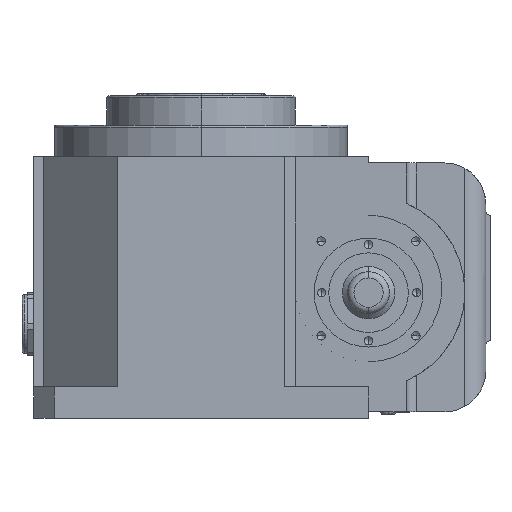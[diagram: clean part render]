
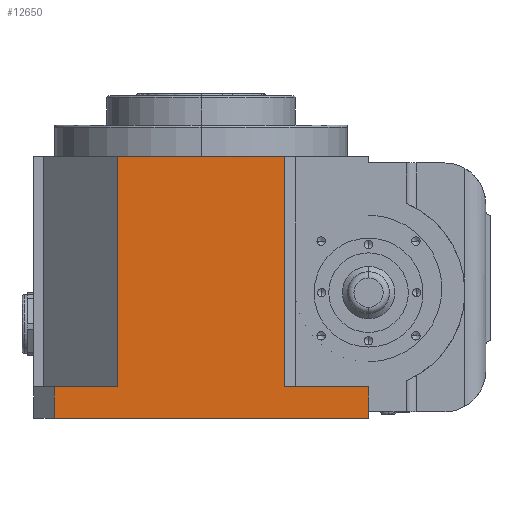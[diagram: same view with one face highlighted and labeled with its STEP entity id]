
A CAD part, left-side view. The second image highlights one B-rep face of the part: STEP entity #12650.
In plain terms, the highlighted planar face has unit normal (-1, 0, 0).
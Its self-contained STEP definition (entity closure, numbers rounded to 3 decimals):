
#324 = CARTESIAN_POINT ( 'NONE',  ( -80., -5., -155. ) ) ;
#727 = LINE ( 'NONE', #14384, #15411 ) ;
#1139 = LINE ( 'NONE', #5058, #8173 ) ;
#1211 = ORIENTED_EDGE ( 'NONE', *, *, #10093, .F. ) ;
#1323 = CARTESIAN_POINT ( 'NONE',  ( -80., 70., -140. ) ) ;
#1810 = ORIENTED_EDGE ( 'NONE', *, *, #8968, .T. ) ;
#2012 = ORIENTED_EDGE ( 'NONE', *, *, #9668, .F. ) ;
#2182 = ORIENTED_EDGE ( 'NONE', *, *, #12268, .F. ) ;
#2863 = CARTESIAN_POINT ( 'NONE',  ( -80., 70., -147.5 ) ) ;
#3044 = CARTESIAN_POINT ( 'NONE',  ( -80., 70., -155. ) ) ;
#3076 = VERTEX_POINT ( 'NONE', #6977 ) ;
#3304 = ORIENTED_EDGE ( 'NONE', *, *, #17415, .F. ) ;
#3489 = AXIS2_PLACEMENT_3D ( 'NONE', #16312, #8227, #15328 ) ;
#3691 = PLANE ( 'NONE',  #3489 ) ;
#3776 = VECTOR ( 'NONE', #6362, 1000. ) ;
#4099 = DIRECTION ( 'NONE',  ( 0., 0., -1. ) ) ;
#4881 = CARTESIAN_POINT ( 'NONE',  ( -80., -40., -85. ) ) ;
#5058 = CARTESIAN_POINT ( 'NONE',  ( -80., -60., -140. ) ) ;
#5105 = LINE ( 'NONE', #4881, #3776 ) ;
#5164 = LINE ( 'NONE', #9643, #11288 ) ;
#5624 = ORIENTED_EDGE ( 'NONE', *, *, #5693, .F. ) ;
#5693 = EDGE_CURVE ( 'NONE', #15847, #10655, #8926, .T. ) ;
#6362 = DIRECTION ( 'NONE',  ( 0., 0., -1. ) ) ;
#6977 = CARTESIAN_POINT ( 'NONE',  ( -80., 40., -30. ) ) ;
#7142 = VERTEX_POINT ( 'NONE', #11004 ) ;
#7649 = LINE ( 'NONE', #8552, #16180 ) ;
#7669 = LINE ( 'NONE', #2863, #11611 ) ;
#8173 = VECTOR ( 'NONE', #17613, 1000. ) ;
#8227 = DIRECTION ( 'NONE',  ( -1., 0., 0. ) ) ;
#8295 = DIRECTION ( 'NONE',  ( 0., 0., -1. ) ) ;
#8552 = CARTESIAN_POINT ( 'NONE',  ( -80., 0., -30. ) ) ;
#8926 = LINE ( 'NONE', #324, #18140 ) ;
#8968 = EDGE_CURVE ( 'NONE', #15452, #10655, #7669, .T. ) ;
#9171 = ORIENTED_EDGE ( 'NONE', *, *, #13184, .F. ) ;
#9643 = CARTESIAN_POINT ( 'NONE',  ( -80., 40., -85. ) ) ;
#9668 = EDGE_CURVE ( 'NONE', #3076, #14815, #7649, .T. ) ;
#9841 = CARTESIAN_POINT ( 'NONE',  ( -80., -40., -30. ) ) ;
#10093 = EDGE_CURVE ( 'NONE', #7142, #15847, #11352, .T. ) ;
#10100 = DIRECTION ( 'NONE',  ( 0., -1., 0. ) ) ;
#10117 = VERTEX_POINT ( 'NONE', #13908 ) ;
#10655 = VERTEX_POINT ( 'NONE', #3044 ) ;
#10986 = DIRECTION ( 'NONE',  ( 0., 0., 1. ) ) ;
#11004 = CARTESIAN_POINT ( 'NONE',  ( -80., -80., -140. ) ) ;
#11288 = VECTOR ( 'NONE', #10986, 1000. ) ;
#11352 = LINE ( 'NONE', #15368, #14623 ) ;
#11611 = VECTOR ( 'NONE', #4099, 1000. ) ;
#11708 = FACE_OUTER_BOUND ( 'NONE', #12120, .T. ) ;
#12120 = EDGE_LOOP ( 'NONE', ( #3304, #2012, #2182, #9171, #1810, #5624, #1211, #13706 ) ) ;
#12268 = EDGE_CURVE ( 'NONE', #10117, #3076, #5164, .T. ) ;
#12650 = ADVANCED_FACE ( 'NONE', ( #11708 ), #3691, .T. ) ;
#12968 = DIRECTION ( 'NONE',  ( 0., 1., 0. ) ) ;
#13162 = VERTEX_POINT ( 'NONE', #15742 ) ;
#13184 = EDGE_CURVE ( 'NONE', #15452, #10117, #727, .T. ) ;
#13706 = ORIENTED_EDGE ( 'NONE', *, *, #17875, .F. ) ;
#13908 = CARTESIAN_POINT ( 'NONE',  ( -80., 40., -140. ) ) ;
#14384 = CARTESIAN_POINT ( 'NONE',  ( -80., 55., -140. ) ) ;
#14623 = VECTOR ( 'NONE', #8295, 1000. ) ;
#14815 = VERTEX_POINT ( 'NONE', #9841 ) ;
#15328 = DIRECTION ( 'NONE',  ( 0., 0., 1. ) ) ;
#15368 = CARTESIAN_POINT ( 'NONE',  ( -80., -80., -147.5 ) ) ;
#15411 = VECTOR ( 'NONE', #15798, 1000. ) ;
#15452 = VERTEX_POINT ( 'NONE', #1323 ) ;
#15742 = CARTESIAN_POINT ( 'NONE',  ( -80., -40., -140. ) ) ;
#15798 = DIRECTION ( 'NONE',  ( 0., -1., 0. ) ) ;
#15847 = VERTEX_POINT ( 'NONE', #17741 ) ;
#16180 = VECTOR ( 'NONE', #10100, 1000. ) ;
#16312 = CARTESIAN_POINT ( 'NONE',  ( -80., -5., -92.5 ) ) ;
#17415 = EDGE_CURVE ( 'NONE', #14815, #13162, #5105, .T. ) ;
#17613 = DIRECTION ( 'NONE',  ( 0., -1., 0. ) ) ;
#17741 = CARTESIAN_POINT ( 'NONE',  ( -80., -80., -155. ) ) ;
#17875 = EDGE_CURVE ( 'NONE', #13162, #7142, #1139, .T. ) ;
#18140 = VECTOR ( 'NONE', #12968, 1000. ) ;
